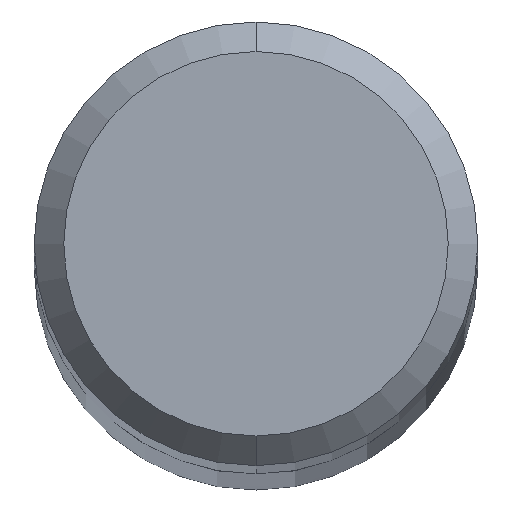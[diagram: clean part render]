
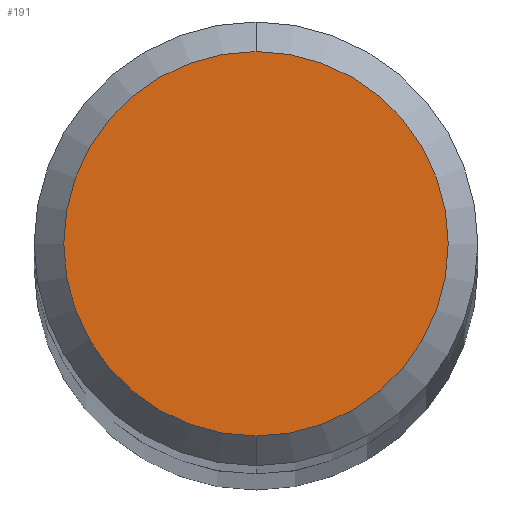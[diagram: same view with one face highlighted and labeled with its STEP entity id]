
A CAD part, top view. The second image highlights one B-rep face of the part: STEP entity #191.
In plain terms, the highlighted planar face has unit normal (0, 0, 1).
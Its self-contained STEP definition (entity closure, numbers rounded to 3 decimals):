
#175=VERTEX_POINT('',#451);
#191=ADVANCED_FACE('',(#470),#471,.T.);
#229=EDGE_CURVE('',#175,#293,#515,.T.);
#293=VERTEX_POINT('',#584);
#297=EDGE_CURVE('',#293,#175,#588,.T.);
#451=CARTESIAN_POINT('',(0.0,2.6,0.0));
#470=FACE_OUTER_BOUND('',#765,.T.);
#471=PLANE('',#766);
#515=CIRCLE('',#842,2.6);
#584=CARTESIAN_POINT('',(0.,-2.6,0.0));
#588=CIRCLE('',#1000,2.6);
#765=EDGE_LOOP('',(#1350,#1351));
#766=AXIS2_PLACEMENT_3D('',#1352,#1353,#1354);
#842=AXIS2_PLACEMENT_3D('',#1426,#1427,#1428);
#1000=AXIS2_PLACEMENT_3D('',#1493,#1494,#1495);
#1350=ORIENTED_EDGE('',*,*,#229,.F.);
#1351=ORIENTED_EDGE('',*,*,#297,.F.);
#1352=CARTESIAN_POINT('',(0.0,1.3,0.0));
#1353=DIRECTION('',(-0.0,0.0,1.0));
#1354=DIRECTION('',(0.0,-1.0,0.0));
#1426=CARTESIAN_POINT('',(0.0,0.0,0.0));
#1427=DIRECTION('',(0.0,0.0,-1.0));
#1428=DIRECTION('',(0.0,1.0,0.0));
#1493=CARTESIAN_POINT('',(0.0,0.0,0.0));
#1494=DIRECTION('',(0.0,0.0,-1.0));
#1495=DIRECTION('',(0.0,1.0,0.0));
